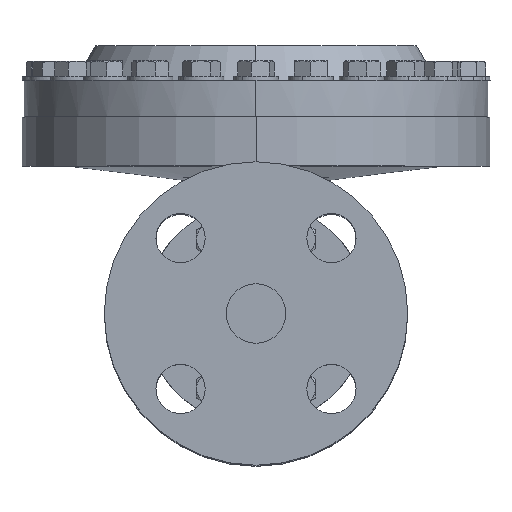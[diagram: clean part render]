
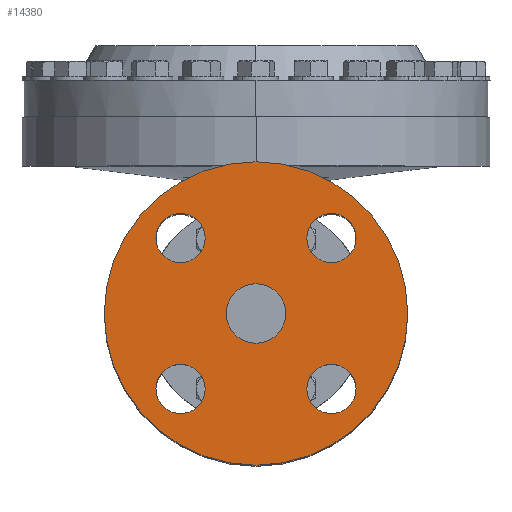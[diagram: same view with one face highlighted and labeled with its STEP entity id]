
A CAD part, top view. The second image highlights one B-rep face of the part: STEP entity #14380.
In plain terms, the highlighted planar face has unit normal (0, 0, 1).
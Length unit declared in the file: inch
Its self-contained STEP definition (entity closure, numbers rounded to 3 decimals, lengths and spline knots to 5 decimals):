
#11 = EDGE_CURVE ( 'NONE', #18368, #5948, #1523, .T. ) ;
#165 = FACE_BOUND ( 'NONE', #5088, .T. ) ;
#258 = CIRCLE ( 'NONE', #18120, 0.453 ) ;
#436 = VERTEX_POINT ( 'NONE', #8648 ) ;
#760 = ORIENTED_EDGE ( 'NONE', *, *, #14467, .T. ) ;
#938 = VERTEX_POINT ( 'NONE', #13352 ) ;
#1099 = DIRECTION ( 'NONE',  ( 0., -1., 0. ) ) ;
#1417 = VERTEX_POINT ( 'NONE', #3988 ) ;
#1523 = CIRCLE ( 'NONE', #2783, 0.453 ) ;
#1663 = VERTEX_POINT ( 'NONE', #9345 ) ;
#2254 = CARTESIAN_POINT ( 'NONE',  ( 1.14905, 1.14905, 5.125 ) ) ;
#2369 = DIRECTION ( 'NONE',  ( 0., 0., 1. ) ) ;
#2548 = DIRECTION ( 'NONE',  ( 0., 0., -1. ) ) ;
#2667 = DIRECTION ( 'NONE',  ( 0., 0., -1. ) ) ;
#2783 = AXIS2_PLACEMENT_3D ( 'NONE', #7675, #7541, #7418 ) ;
#2827 = ORIENTED_EDGE ( 'NONE', *, *, #9377, .T. ) ;
#2982 = CARTESIAN_POINT ( 'NONE',  ( 1.14905, -1.14905, 5.125 ) ) ;
#3157 = DIRECTION ( 'NONE',  ( 0., 0., 1. ) ) ;
#3338 = VERTEX_POINT ( 'NONE', #11060 ) ;
#3509 = CARTESIAN_POINT ( 'NONE',  ( 0., 0., 5.125 ) ) ;
#3637 = EDGE_LOOP ( 'NONE', ( #9310, #9006 ) ) ;
#3694 = AXIS2_PLACEMENT_3D ( 'NONE', #11860, #2667, #13382 ) ;
#3801 = DIRECTION ( 'NONE',  ( 0., 1., 0. ) ) ;
#3988 = CARTESIAN_POINT ( 'NONE',  ( -1.52405, 1.14905, 5.125 ) ) ;
#4160 = DIRECTION ( 'NONE',  ( 0., 0., -1. ) ) ;
#4261 = FACE_BOUND ( 'NONE', #3637, .T. ) ;
#4528 = DIRECTION ( 'NONE',  ( 1., 0., 0. ) ) ;
#4765 = VERTEX_POINT ( 'NONE', #14833 ) ;
#4875 = CARTESIAN_POINT ( 'NONE',  ( -1.14905, -1.14905, 5.125 ) ) ;
#5045 = DIRECTION ( 'NONE',  ( 1., 0., 0. ) ) ;
#5048 = EDGE_CURVE ( 'NONE', #5948, #18368, #258, .T. ) ;
#5088 = EDGE_LOOP ( 'NONE', ( #760, #6146 ) ) ;
#5481 = EDGE_CURVE ( 'NONE', #3338, #11499, #15836, .T. ) ;
#5608 = CIRCLE ( 'NONE', #17208, 0.375 ) ;
#5948 = VERTEX_POINT ( 'NONE', #7338 ) ;
#6146 = ORIENTED_EDGE ( 'NONE', *, *, #18913, .T. ) ;
#6434 = DIRECTION ( 'NONE',  ( 0., -1., 0. ) ) ;
#6501 = AXIS2_PLACEMENT_3D ( 'NONE', #11494, #2369, #13083 ) ;
#6818 = ORIENTED_EDGE ( 'NONE', *, *, #8022, .T. ) ;
#7338 = CARTESIAN_POINT ( 'NONE',  ( 0.453, 0., 5.125 ) ) ;
#7388 = AXIS2_PLACEMENT_3D ( 'NONE', #12348, #3157, #13870 ) ;
#7418 = DIRECTION ( 'NONE',  ( 1., 0., 0. ) ) ;
#7541 = DIRECTION ( 'NONE',  ( 0., 0., 1. ) ) ;
#7564 = CARTESIAN_POINT ( 'NONE',  ( -0.453, 0., 5.125 ) ) ;
#7605 = EDGE_CURVE ( 'NONE', #938, #8630, #17444, .T. ) ;
#7675 = CARTESIAN_POINT ( 'NONE',  ( 0., 0., 5.125 ) ) ;
#7741 = CARTESIAN_POINT ( 'NONE',  ( 0., 0., 5.125 ) ) ;
#7787 = ORIENTED_EDGE ( 'NONE', *, *, #13119, .T. ) ;
#7864 = FACE_OUTER_BOUND ( 'NONE', #11365, .T. ) ;
#8022 = EDGE_CURVE ( 'NONE', #436, #1417, #13148, .T. ) ;
#8630 = VERTEX_POINT ( 'NONE', #16543 ) ;
#8648 = CARTESIAN_POINT ( 'NONE',  ( -0.77405, 1.14905, 5.125 ) ) ;
#8650 = VERTEX_POINT ( 'NONE', #10432 ) ;
#8749 = CARTESIAN_POINT ( 'NONE',  ( -1.14905, 1.14905, 5.125 ) ) ;
#8851 = FACE_BOUND ( 'NONE', #10165, .T. ) ;
#8992 = CIRCLE ( 'NONE', #18051, 0.375 ) ;
#9006 = ORIENTED_EDGE ( 'NONE', *, *, #5481, .T. ) ;
#9149 = ORIENTED_EDGE ( 'NONE', *, *, #5048, .F. ) ;
#9288 = DIRECTION ( 'NONE',  ( 1., 0., 0. ) ) ;
#9310 = ORIENTED_EDGE ( 'NONE', *, *, #11947, .T. ) ;
#9345 = CARTESIAN_POINT ( 'NONE',  ( 0.77405, -1.14905, 5.125 ) ) ;
#9371 = ORIENTED_EDGE ( 'NONE', *, *, #7605, .T. ) ;
#9377 = EDGE_CURVE ( 'NONE', #1417, #436, #12878, .T. ) ;
#10041 = CARTESIAN_POINT ( 'NONE',  ( -1.52405, -1.14905, 5.125 ) ) ;
#10165 = EDGE_LOOP ( 'NONE', ( #10176, #12989 ) ) ;
#10176 = ORIENTED_EDGE ( 'NONE', *, *, #13422, .T. ) ;
#10289 = DIRECTION ( 'NONE',  ( -1., 0., 0. ) ) ;
#10296 = DIRECTION ( 'NONE',  ( 0., 0., -1. ) ) ;
#10423 = CIRCLE ( 'NONE', #7388, 2.31 ) ;
#10432 = CARTESIAN_POINT ( 'NONE',  ( 1.52405, 1.14905, 5.125 ) ) ;
#10622 = AXIS2_PLACEMENT_3D ( 'NONE', #13347, #4160, #14886 ) ;
#10760 = AXIS2_PLACEMENT_3D ( 'NONE', #2982, #13691, #4528 ) ;
#11060 = CARTESIAN_POINT ( 'NONE',  ( -0.77405, -1.14905, 5.125 ) ) ;
#11343 = EDGE_LOOP ( 'NONE', ( #2827, #6818 ) ) ;
#11365 = EDGE_LOOP ( 'NONE', ( #7787, #9371 ) ) ;
#11494 = CARTESIAN_POINT ( 'NONE',  ( 0., 2.31, 5.125 ) ) ;
#11499 = VERTEX_POINT ( 'NONE', #10041 ) ;
#11559 = PLANE ( 'NONE',  #6501 ) ;
#11741 = CARTESIAN_POINT ( 'NONE',  ( 1.14905, 1.14905, 5.125 ) ) ;
#11860 = CARTESIAN_POINT ( 'NONE',  ( -1.14905, 1.14905, 5.125 ) ) ;
#11947 = EDGE_CURVE ( 'NONE', #11499, #3338, #5608, .T. ) ;
#11953 = FACE_BOUND ( 'NONE', #15064, .T. ) ;
#12275 = AXIS2_PLACEMENT_3D ( 'NONE', #4875, #15586, #6434 ) ;
#12348 = CARTESIAN_POINT ( 'NONE',  ( 0., 0., 5.125 ) ) ;
#12878 = CIRCLE ( 'NONE', #15130, 0.375 ) ;
#12965 = DIRECTION ( 'NONE',  ( 0., 0., -1. ) ) ;
#12989 = ORIENTED_EDGE ( 'NONE', *, *, #17217, .T. ) ;
#13083 = DIRECTION ( 'NONE',  ( 1., 0., 0. ) ) ;
#13119 = EDGE_CURVE ( 'NONE', #8630, #938, #10423, .T. ) ;
#13148 = CIRCLE ( 'NONE', #3694, 0.375 ) ;
#13259 = DIRECTION ( 'NONE',  ( 0., 1., 0. ) ) ;
#13347 = CARTESIAN_POINT ( 'NONE',  ( 1.14905, -1.14905, 5.125 ) ) ;
#13352 = CARTESIAN_POINT ( 'NONE',  ( -2.31, 0., 5.125 ) ) ;
#13382 = DIRECTION ( 'NONE',  ( -1., 0., 0. ) ) ;
#13422 = EDGE_CURVE ( 'NONE', #16741, #8650, #14698, .T. ) ;
#13546 = CARTESIAN_POINT ( 'NONE',  ( 0.77405, 1.14905, 5.125 ) ) ;
#13691 = DIRECTION ( 'NONE',  ( 0., 0., -1. ) ) ;
#13870 = DIRECTION ( 'NONE',  ( 1., 0., 0. ) ) ;
#14175 = AXIS2_PLACEMENT_3D ( 'NONE', #11741, #2548, #13259 ) ;
#14207 = DIRECTION ( 'NONE',  ( 0., 0., 1. ) ) ;
#14380 = ADVANCED_FACE ( 'NONE', ( #8851, #165, #4261, #15995, #11953, #7864 ), #11559, .T. ) ;
#14467 = EDGE_CURVE ( 'NONE', #1663, #4765, #14563, .T. ) ;
#14563 = CIRCLE ( 'NONE', #10622, 0.375 ) ;
#14698 = CIRCLE ( 'NONE', #14175, 0.375 ) ;
#14721 = AXIS2_PLACEMENT_3D ( 'NONE', #7741, #18417, #9288 ) ;
#14833 = CARTESIAN_POINT ( 'NONE',  ( 1.52405, -1.14905, 5.125 ) ) ;
#14886 = DIRECTION ( 'NONE',  ( 1., 0., 0. ) ) ;
#15064 = EDGE_LOOP ( 'NONE', ( #17686, #9149 ) ) ;
#15130 = AXIS2_PLACEMENT_3D ( 'NONE', #8749, #19404, #10289 ) ;
#15586 = DIRECTION ( 'NONE',  ( 0., 0., -1. ) ) ;
#15836 = CIRCLE ( 'NONE', #12275, 0.375 ) ;
#15995 = FACE_BOUND ( 'NONE', #11343, .T. ) ;
#16543 = CARTESIAN_POINT ( 'NONE',  ( 2.31, 0., 5.125 ) ) ;
#16741 = VERTEX_POINT ( 'NONE', #13546 ) ;
#16804 = CIRCLE ( 'NONE', #10760, 0.375 ) ;
#17208 = AXIS2_PLACEMENT_3D ( 'NONE', #19409, #10296, #1099 ) ;
#17217 = EDGE_CURVE ( 'NONE', #8650, #16741, #8992, .T. ) ;
#17444 = CIRCLE ( 'NONE', #14721, 2.31 ) ;
#17686 = ORIENTED_EDGE ( 'NONE', *, *, #11, .F. ) ;
#18051 = AXIS2_PLACEMENT_3D ( 'NONE', #2254, #12965, #3801 ) ;
#18120 = AXIS2_PLACEMENT_3D ( 'NONE', #3509, #14207, #5045 ) ;
#18368 = VERTEX_POINT ( 'NONE', #7564 ) ;
#18417 = DIRECTION ( 'NONE',  ( 0., 0., 1. ) ) ;
#18913 = EDGE_CURVE ( 'NONE', #4765, #1663, #16804, .T. ) ;
#19404 = DIRECTION ( 'NONE',  ( 0., 0., -1. ) ) ;
#19409 = CARTESIAN_POINT ( 'NONE',  ( -1.14905, -1.14905, 5.125 ) ) ;
